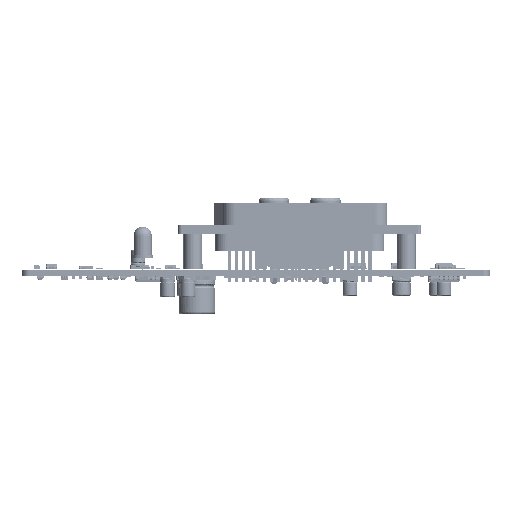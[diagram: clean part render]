
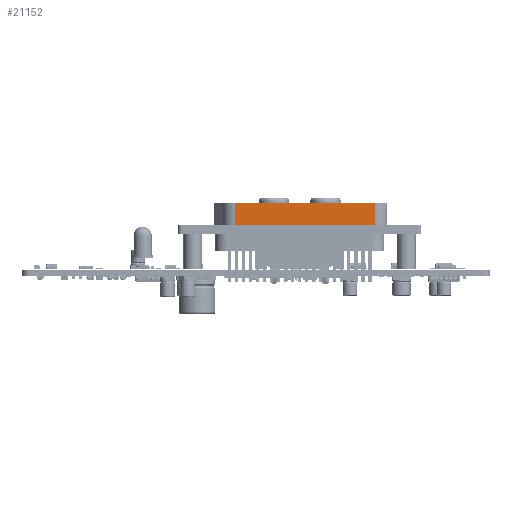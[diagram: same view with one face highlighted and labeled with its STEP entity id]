
A CAD part, left-side view. The second image highlights one B-rep face of the part: STEP entity #21152.
In plain terms, the highlighted face is planar.
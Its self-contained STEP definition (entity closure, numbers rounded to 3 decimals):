
#19630 = VERTEX_POINT('',#19631);
#19631 = CARTESIAN_POINT('',(-17.671,-8.2,1.25));
#19864 = VERTEX_POINT('',#19865);
#19865 = CARTESIAN_POINT('',(20.5,-8.2,1.25));
#20013 = EDGE_CURVE('',#19864,#19630,#20014,.T.);
#20014 = LINE('',#20015,#20016);
#20015 = CARTESIAN_POINT('',(20.5,-8.2,1.25));
#20016 = VECTOR('',#20017,1.);
#20017 = DIRECTION('',(-1.,0.,0.));
#20112 = EDGE_CURVE('',#19630,#20113,#20115,.T.);
#20113 = VERTEX_POINT('',#20114);
#20114 = CARTESIAN_POINT('',(-17.671,-8.2,7.25));
#20115 = LINE('',#20116,#20117);
#20116 = CARTESIAN_POINT('',(-17.671,-8.2,1.25));
#20117 = VECTOR('',#20118,1.);
#20118 = DIRECTION('',(0.,0.,1.));
#21060 = VERTEX_POINT('',#21061);
#21061 = CARTESIAN_POINT('',(20.5,-8.2,7.25));
#21068 = EDGE_CURVE('',#21060,#20113,#21069,.T.);
#21069 = LINE('',#21070,#21071);
#21070 = CARTESIAN_POINT('',(20.5,-8.2,7.25));
#21071 = VECTOR('',#21072,1.);
#21072 = DIRECTION('',(-1.,0.,0.));
#21093 = EDGE_CURVE('',#19864,#21060,#21094,.T.);
#21094 = LINE('',#21095,#21096);
#21095 = CARTESIAN_POINT('',(20.5,-8.2,1.25));
#21096 = VECTOR('',#21097,1.);
#21097 = DIRECTION('',(0.,0.,1.));
#21152 = ADVANCED_FACE('',(#21153),#21159,.T.);
#21153 = FACE_BOUND('',#21154,.T.);
#21154 = EDGE_LOOP('',(#21155,#21156,#21157,#21158));
#21155 = ORIENTED_EDGE('',*,*,#21093,.T.);
#21156 = ORIENTED_EDGE('',*,*,#21068,.T.);
#21157 = ORIENTED_EDGE('',*,*,#20112,.F.);
#21158 = ORIENTED_EDGE('',*,*,#20013,.F.);
#21159 = PLANE('',#21160);
#21160 = AXIS2_PLACEMENT_3D('',#21161,#21162,#21163);
#21161 = CARTESIAN_POINT('',(20.5,-8.2,1.25));
#21162 = DIRECTION('',(0.,-1.,0.));
#21163 = DIRECTION('',(-1.,0.,0.));
